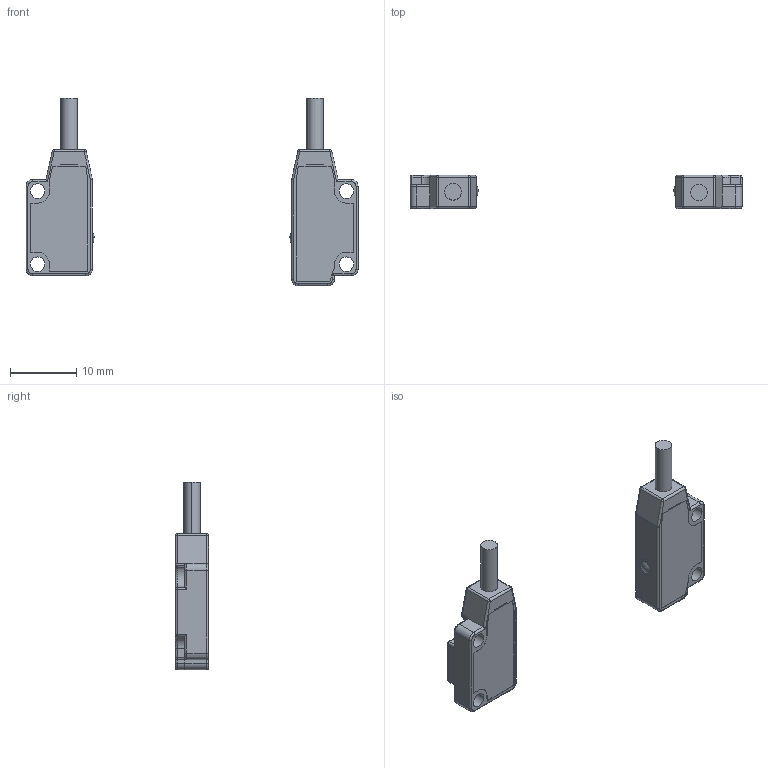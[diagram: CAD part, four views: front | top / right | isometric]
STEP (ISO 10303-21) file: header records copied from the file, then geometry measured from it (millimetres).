
FILE_DESCRIPTION((''),'2;1');
FILE_NAME('GN-04T_ASM','2020-05-25T10:44:19',('Administrator'),(''),'CREO PARAMETRIC BY PTC INC, 2018400','CREO PARAMETRIC BY PTC INC, 2018400','');
FILE_SCHEMA(('AUTOMOTIVE_DESIGN { 1 0 10303 214 1 1 1 1 }'));
Length unit declared in the file: millimetre
Products named in the file (5): PRT0006; GN-04T00; LIGHTS-WTC-50N; WTC-50N-01_ASM; GN-04T_ASM
Assembly tree (4 placements, depth 3):
  GN-04T_ASM
    PRT0006
    WTC-50N-01_ASM
      GN-04T00
      LIGHTS-WTC-50N
Bounding box: 50 x 5 x 28.25 mm (x, y, z)
Volume: 1046.3 mm3; surface area: 2718.2 mm2
Topology: 3 solids, 6 shells, 799 faces, 2046 edges, 1314 vertices
Faces by surface type: plane 463, cylinder 165, extrusion 96, torus 26, sphere 25, cone 16, bspline 8
Entity records: 25793 total; most frequent: CARTESIAN_POINT 5245, ORIENTED_EDGE 4068, DIRECTION 3725, EDGE_CURVE 2034, VECTOR 1523, LINE 1427, VERTEX_POINT 1314, AXIS2_PLACEMENT_3D 1101
